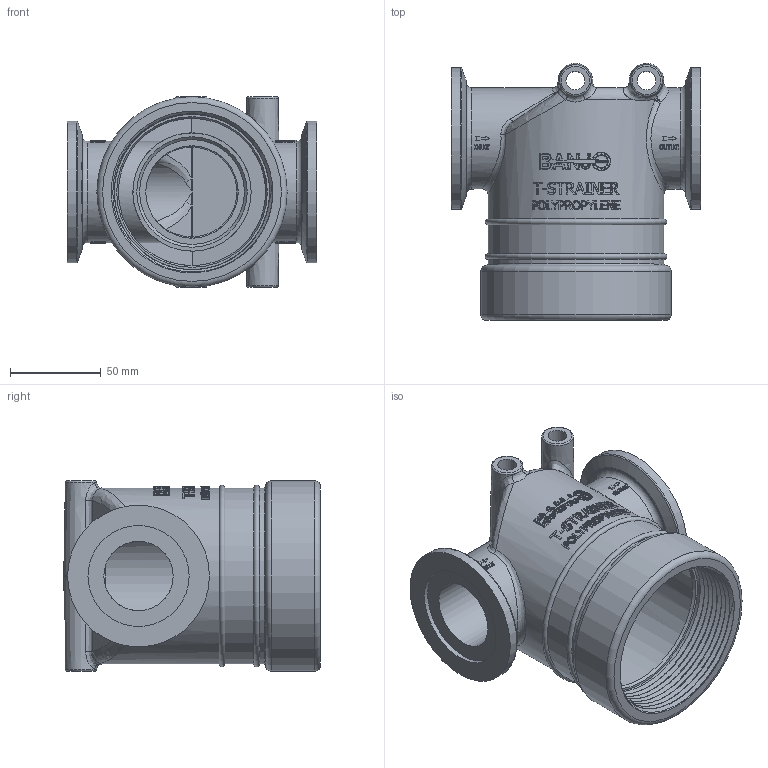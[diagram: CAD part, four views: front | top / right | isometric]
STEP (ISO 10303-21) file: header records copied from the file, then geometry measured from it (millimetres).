
FILE_DESCRIPTION(/* description */ ('1-1/2"STRNR W/2" MANIFOLD CONN'),/* implementation_level */ '2;1');
FILE_NAME(/* name */ 'MLST150-H.stp',/* time_stamp */ '2018-09-18T09:50:40-04:00',/* author */ ('MJC'),/* organization */ (''),/* preprocessor_version */ 'ST-DEVELOPER v17',/* originating_system */ 'Autodesk Inventor 2018',/* authorisation */ '');
FILE_SCHEMA (('AUTOMOTIVE_DESIGN { 1 0 10303 214 3 1 1 }'));
Length unit declared in the file: inch
Products named in the file (1): MLST150-H
Bounding box: 137.41 x 141.34 x 104.65 mm (x, y, z)
Volume: 500199.6 mm3; surface area: 139243.7 mm2
Topology: 1 solids, 1 shells, 985 faces, 2657 edges, 1759 vertices
Faces by surface type: plane 563, bspline 233, cylinder 152, torus 22, cone 11, sphere 4
Full cylindrical faces by diameter (mm): 10.319 x2, 38.1 x2, 50.8 x1, 55.626 x4, 57.658 x1, 65.024 x1, 77.978 x2, 81.026 x1, 85.463 x7, 96.774 x3, 104.648 x1
Entity records: 78081 total; most frequent: CARTESIAN_POINT 55096, ORIENTED_EDGE 5308, DIRECTION 3930, EDGE_CURVE 2654, VERTEX_POINT 1760, AXIS2_PLACEMENT_3D 1430, EDGE_LOOP 1082, LINE 1070
